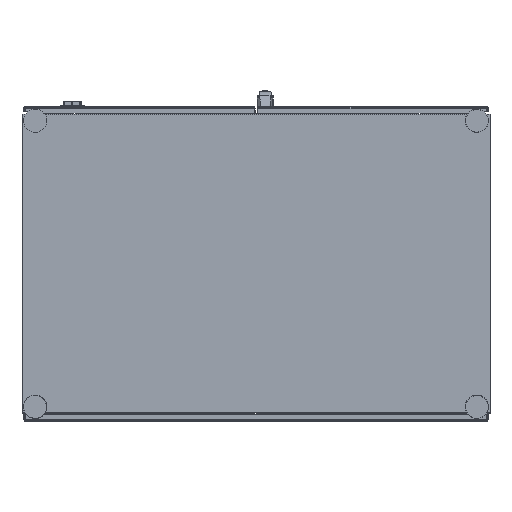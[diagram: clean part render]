
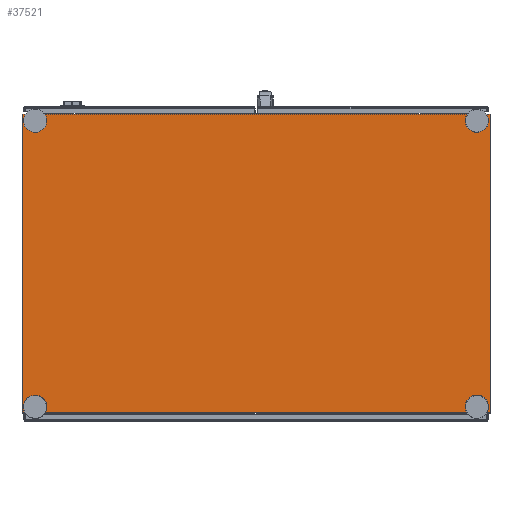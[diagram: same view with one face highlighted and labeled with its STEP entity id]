
A CAD part, front view. The second image highlights one B-rep face of the part: STEP entity #37521.
In plain terms, the highlighted planar face has unit normal (0, -1, 0).
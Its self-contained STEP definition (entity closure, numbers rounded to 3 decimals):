
#1845 = ORIENTED_EDGE ( 'NONE', *, *, #48060, .T. ) ;
#1950 = EDGE_CURVE ( 'NONE', #11123, #11123, #39762, .T. ) ;
#2185 = DIRECTION ( 'NONE',  ( 0., 1., 0. ) ) ;
#3158 = ORIENTED_EDGE ( 'NONE', *, *, #9841, .T. ) ;
#3519 = CIRCLE ( 'NONE', #15307, 6. ) ;
#4679 = DIRECTION ( 'NONE',  ( -1., 0., 0. ) ) ;
#5691 = AXIS2_PLACEMENT_3D ( 'NONE', #17150, #47021, #35615 ) ;
#5885 = CARTESIAN_POINT ( 'NONE',  ( -573.5, -809., -367.555 ) ) ;
#6326 = DIRECTION ( 'NONE',  ( -1., 0., 0. ) ) ;
#6441 = AXIS2_PLACEMENT_3D ( 'NONE', #8838, #2185, #31538 ) ;
#6563 = LINE ( 'NONE', #21650, #22439 ) ;
#6796 = CARTESIAN_POINT ( 'NONE',  ( -601., -809., -381.805 ) ) ;
#7179 = VECTOR ( 'NONE', #38921, 1000. ) ;
#7374 = DIRECTION ( 'NONE',  ( 0., 1., 0. ) ) ;
#7609 = EDGE_CURVE ( 'NONE', #37881, #13746, #29083, .T. ) ;
#8126 = CARTESIAN_POINT ( 'NONE',  ( 601., -809., 383.695 ) ) ;
#8553 = CARTESIAN_POINT ( 'NONE',  ( -601., -809., 383.695 ) ) ;
#8838 = CARTESIAN_POINT ( 'NONE',  ( 584., -809., 383.695 ) ) ;
#9335 = FACE_BOUND ( 'NONE', #47765, .T. ) ;
#9502 = VERTEX_POINT ( 'NONE', #12363 ) ;
#9841 = EDGE_CURVE ( 'NONE', #16765, #16765, #11187, .T. ) ;
#11123 = VERTEX_POINT ( 'NONE', #11384 ) ;
#11187 = CIRCLE ( 'NONE', #5691, 6. ) ;
#11384 = CARTESIAN_POINT ( 'NONE',  ( -567.5, -809., 361.445 ) ) ;
#11393 = EDGE_CURVE ( 'NONE', #44400, #44400, #48140, .T. ) ;
#11873 = AXIS2_PLACEMENT_3D ( 'NONE', #44936, #7374, #4679 ) ;
#12363 = CARTESIAN_POINT ( 'NONE',  ( 601., -809., 383.695 ) ) ;
#13746 = VERTEX_POINT ( 'NONE', #29058 ) ;
#14040 = CARTESIAN_POINT ( 'NONE',  ( -584., -809., -381.805 ) ) ;
#15307 = AXIS2_PLACEMENT_3D ( 'NONE', #23222, #30352, #45717 ) ;
#15502 = LINE ( 'NONE', #28057, #35693 ) ;
#16172 = CARTESIAN_POINT ( 'NONE',  ( 584., -809., -381.805 ) ) ;
#16765 = VERTEX_POINT ( 'NONE', #5885 ) ;
#17004 = FACE_BOUND ( 'NONE', #27759, .T. ) ;
#17124 = VERTEX_POINT ( 'NONE', #32635 ) ;
#17150 = CARTESIAN_POINT ( 'NONE',  ( -567.5, -809., -367.555 ) ) ;
#17253 = FACE_OUTER_BOUND ( 'NONE', #44925, .T. ) ;
#17849 = ORIENTED_EDGE ( 'NONE', *, *, #7609, .F. ) ;
#19743 = DIRECTION ( 'NONE',  ( 0., 0., 1. ) ) ;
#21650 = CARTESIAN_POINT ( 'NONE',  ( 584., -809., -381.805 ) ) ;
#22126 = ORIENTED_EDGE ( 'NONE', *, *, #24107, .T. ) ;
#22439 = VECTOR ( 'NONE', #6326, 1000. ) ;
#22655 = EDGE_CURVE ( 'NONE', #28733, #9502, #15502, .T. ) ;
#23078 = ORIENTED_EDGE ( 'NONE', *, *, #33983, .F. ) ;
#23222 = CARTESIAN_POINT ( 'NONE',  ( 567.5, -809., -367.555 ) ) ;
#24107 = EDGE_CURVE ( 'NONE', #17124, #17124, #3519, .T. ) ;
#24421 = FACE_BOUND ( 'NONE', #32338, .T. ) ;
#25810 = LINE ( 'NONE', #6796, #39519 ) ;
#26033 = CARTESIAN_POINT ( 'NONE',  ( 601., -809., -381.805 ) ) ;
#26458 = CARTESIAN_POINT ( 'NONE',  ( -567.5, -809., 367.445 ) ) ;
#27331 = ORIENTED_EDGE ( 'NONE', *, *, #1950, .F. ) ;
#27759 = EDGE_LOOP ( 'NONE', ( #27331 ) ) ;
#28057 = CARTESIAN_POINT ( 'NONE',  ( -601., -809., 383.695 ) ) ;
#28073 = PLANE ( 'NONE',  #6441 ) ;
#28733 = VERTEX_POINT ( 'NONE', #29681 ) ;
#28734 = ORIENTED_EDGE ( 'NONE', *, *, #31445, .F. ) ;
#29058 = CARTESIAN_POINT ( 'NONE',  ( -601., -809., -381.805 ) ) ;
#29083 = LINE ( 'NONE', #14040, #46762 ) ;
#29290 = CARTESIAN_POINT ( 'NONE',  ( 561.5, -809., 367.445 ) ) ;
#29499 = DIRECTION ( 'NONE',  ( -1., 0., 0. ) ) ;
#29681 = CARTESIAN_POINT ( 'NONE',  ( -601., -809., 383.695 ) ) ;
#30352 = DIRECTION ( 'NONE',  ( 0., 1., 0. ) ) ;
#31445 = EDGE_CURVE ( 'NONE', #47603, #31653, #6563, .T. ) ;
#31538 = DIRECTION ( 'NONE',  ( -1., 0., 0. ) ) ;
#31653 = VERTEX_POINT ( 'NONE', #16172 ) ;
#32338 = EDGE_LOOP ( 'NONE', ( #22126 ) ) ;
#32366 = ORIENTED_EDGE ( 'NONE', *, *, #48226, .F. ) ;
#32635 = CARTESIAN_POINT ( 'NONE',  ( 561.5, -809., -367.555 ) ) ;
#33983 = EDGE_CURVE ( 'NONE', #13746, #28733, #39421, .T. ) ;
#34948 = AXIS2_PLACEMENT_3D ( 'NONE', #26458, #46390, #37804 ) ;
#35457 = FACE_BOUND ( 'NONE', #43213, .T. ) ;
#35615 = DIRECTION ( 'NONE',  ( -1., 0., 0. ) ) ;
#35693 = VECTOR ( 'NONE', #42666, 1000. ) ;
#37521 = ADVANCED_FACE ( 'NONE', ( #17253, #17004, #9335, #35457, #24421 ), #28073, .F. ) ;
#37804 = DIRECTION ( 'NONE',  ( 0., 0., -1. ) ) ;
#37881 = VERTEX_POINT ( 'NONE', #40414 ) ;
#38921 = DIRECTION ( 'NONE',  ( 0., 0., 1. ) ) ;
#39421 = LINE ( 'NONE', #8553, #7179 ) ;
#39519 = VECTOR ( 'NONE', #29499, 1000. ) ;
#39762 = CIRCLE ( 'NONE', #34948, 6. ) ;
#40414 = CARTESIAN_POINT ( 'NONE',  ( -584., -809., -381.805 ) ) ;
#42574 = VECTOR ( 'NONE', #19743, 1000. ) ;
#42666 = DIRECTION ( 'NONE',  ( 1., 0., 0. ) ) ;
#43213 = EDGE_LOOP ( 'NONE', ( #3158 ) ) ;
#44181 = DIRECTION ( 'NONE',  ( -1., 0., 0. ) ) ;
#44400 = VERTEX_POINT ( 'NONE', #29290 ) ;
#44523 = ORIENTED_EDGE ( 'NONE', *, *, #11393, .T. ) ;
#44925 = EDGE_LOOP ( 'NONE', ( #17849, #32366, #28734, #1845, #47584, #23078 ) ) ;
#44936 = CARTESIAN_POINT ( 'NONE',  ( 567.5, -809., 367.445 ) ) ;
#45717 = DIRECTION ( 'NONE',  ( -1., 0., 0. ) ) ;
#46165 = LINE ( 'NONE', #8126, #42574 ) ;
#46390 = DIRECTION ( 'NONE',  ( 0., -1., 0. ) ) ;
#46762 = VECTOR ( 'NONE', #44181, 1000. ) ;
#47021 = DIRECTION ( 'NONE',  ( 0., 1., 0. ) ) ;
#47584 = ORIENTED_EDGE ( 'NONE', *, *, #22655, .F. ) ;
#47603 = VERTEX_POINT ( 'NONE', #26033 ) ;
#47765 = EDGE_LOOP ( 'NONE', ( #44523 ) ) ;
#48060 = EDGE_CURVE ( 'NONE', #47603, #9502, #46165, .T. ) ;
#48140 = CIRCLE ( 'NONE', #11873, 6. ) ;
#48226 = EDGE_CURVE ( 'NONE', #31653, #37881, #25810, .T. ) ;
